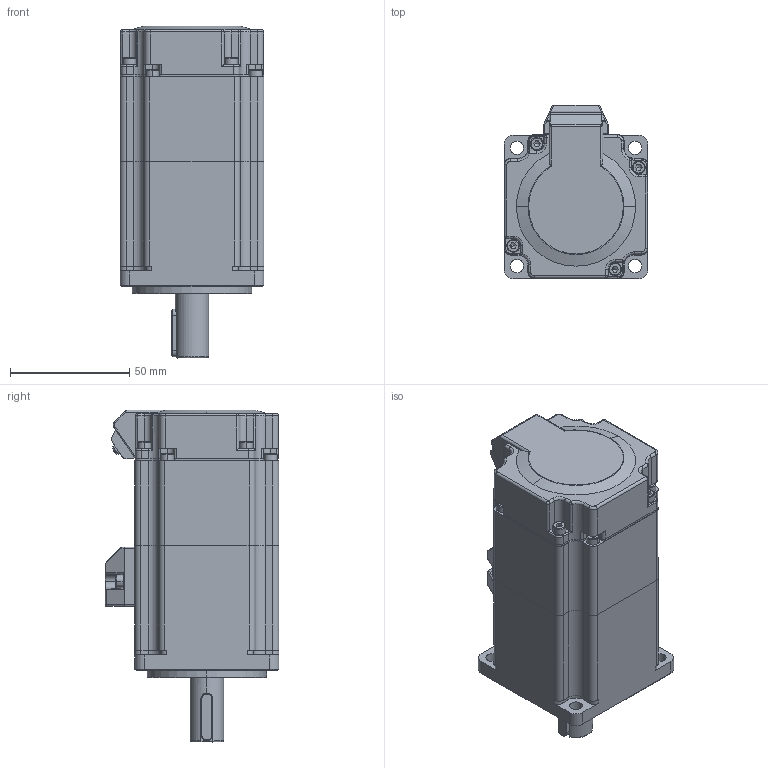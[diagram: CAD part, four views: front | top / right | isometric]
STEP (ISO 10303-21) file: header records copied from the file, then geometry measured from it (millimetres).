
FILE_DESCRIPTION (( 'STEP AP203' ), '1' );
FILE_NAME ('LMZ-02B06030D12-A.STEP', '2023-01-12T02:33:09', ( '' ), ( '' ), 'SwSTEP 2.0', 'SolidWorks 2018', '' );
FILE_SCHEMA (( 'CONFIG_CONTROL_DESIGN' ));
Length unit declared in the file: millimetre
Products named in the file (1): LMZ-02B06030D12-A
Bounding box: 60.3 x 72.8 x 139.2 mm (x, y, z)
Volume: 164555.8 mm3; surface area: 90234.5 mm2
Topology: 22 solids, 22 shells, 1099 faces, 2693 edges, 1669 vertices
Faces by surface type: plane 443, cylinder 435, cone 106, torus 93, sphere 18, bspline 4
Entity records: 33268 total; most frequent: CARTESIAN_POINT 6586, DIRECTION 5973, ORIENTED_EDGE 5310, EDGE_CURVE 2655, AXIS2_PLACEMENT_3D 2314, VERTEX_POINT 1669, VECTOR 1345, LINE 1345
